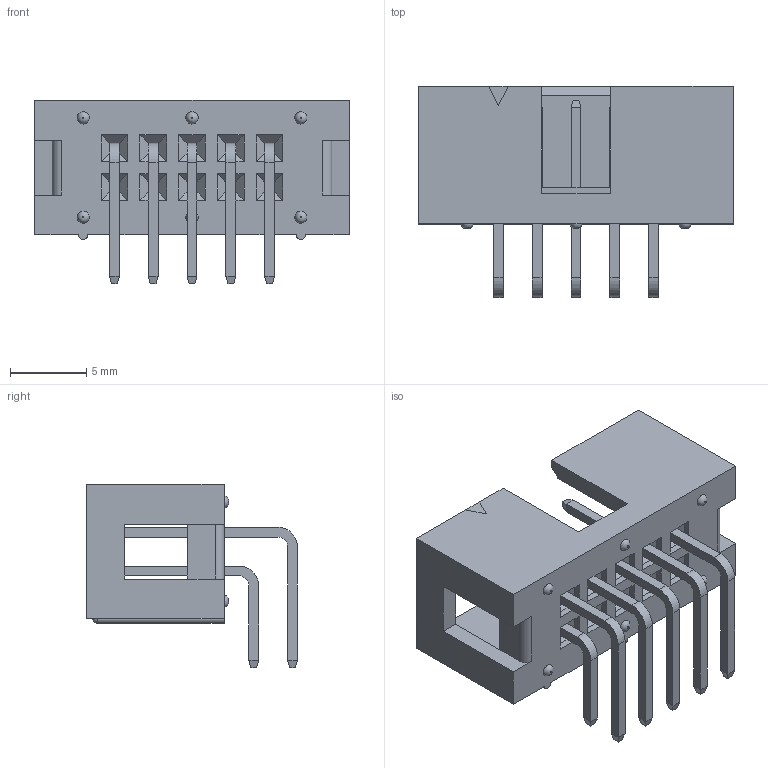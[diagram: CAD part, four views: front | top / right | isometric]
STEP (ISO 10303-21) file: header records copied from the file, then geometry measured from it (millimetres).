
FILE_DESCRIPTION(('STEP AP214'), '1');
FILE_NAME('DS1013-10RSiB', '2017-07-15T12:05:47', ('Nobody'), (''), 'ASCON STEP Converter 1.3', 'ASCON Math Kernel', '');
FILE_SCHEMA(('AUTOMOTIVE_DESIGN { 1 0 10303 214 3 1 1}'));
Length unit declared in the file: millimetre
Assembly tree (6 placements, depth 2):
  (unnamed)
    (unnamed)
    (unnamed)  x5
Bounding box: 20.6 x 13.8 x 12 mm (x, y, z)
Volume: 803.7 mm3; surface area: 1656.4 mm2
Topology: 11 solids, 11 shells, 320 faces, 737 edges, 448 vertices
Faces by surface type: plane 286, cylinder 25, torus 6, sphere 3
Entity records: 6538 total; most frequent: CARTESIAN_POINT 847, ORIENTED_EDGE 816, DIRECTION 810, EDGE_CURVE 408, LINE 372, VECTOR 372, VERTEX_POINT 256, AXIS2_PLACEMENT_3D 219
